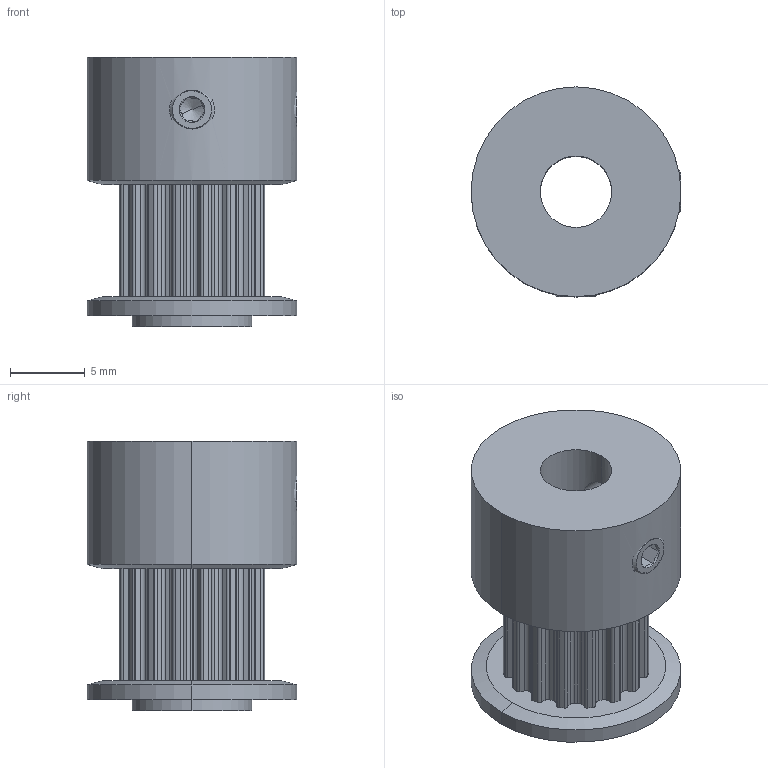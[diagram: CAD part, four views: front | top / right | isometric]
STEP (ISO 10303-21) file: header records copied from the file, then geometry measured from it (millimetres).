
FILE_DESCRIPTION (( 'STEP AP203' ), '1' );
FILE_NAME ('A16-MXL025-B0188.step', '2023-08-24T18:53:05', ( '' ), ( '' ), 'SwSTEP 2.0', 'SolidWorks 2021', '' );
FILE_SCHEMA (( 'CONFIG_CONTROL_DESIGN' ));
Length unit declared in the file: millimetre
Products named in the file (1): A16-MXL025-B0188
Bounding box: 14 x 14 x 18 mm (x, y, z)
Volume: 1674.2 mm3; surface area: 1594.5 mm2
Topology: 3 solids, 3 shells, 210 faces, 567 edges, 362 vertices
Faces by surface type: cylinder 125, plane 53, cone 32
Entity records: 6952 total; most frequent: CARTESIAN_POINT 1442, DIRECTION 1217, ORIENTED_EDGE 1126, EDGE_CURVE 563, AXIS2_PLACEMENT_3D 481, VERTEX_POINT 362, CIRCLE 270, LINE 255
